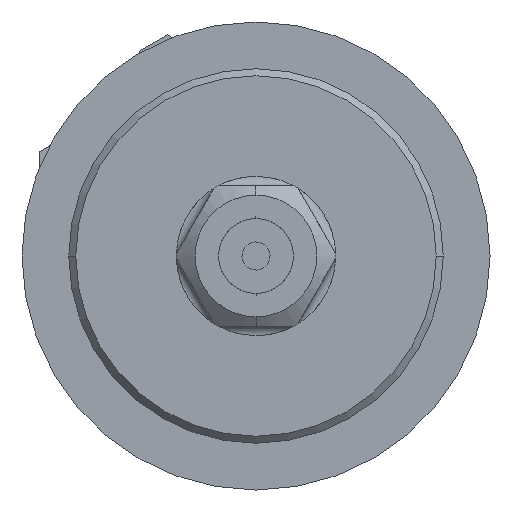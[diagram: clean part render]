
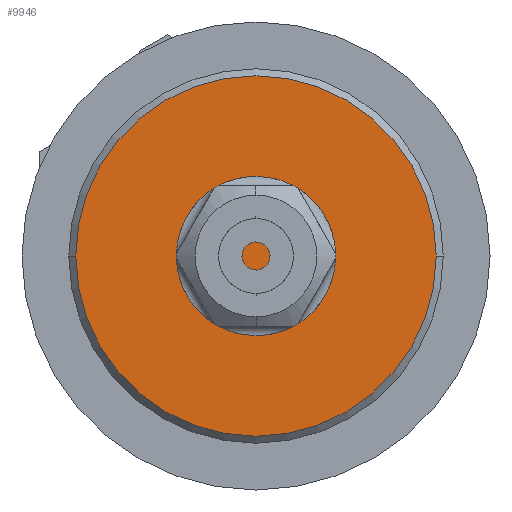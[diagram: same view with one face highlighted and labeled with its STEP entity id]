
A CAD part, front view. The second image highlights one B-rep face of the part: STEP entity #9946.
In plain terms, the highlighted face is planar.
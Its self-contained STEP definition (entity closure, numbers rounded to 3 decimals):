
#9946 = ADVANCED_FACE ( 'N', ( #48592 ), #24857, .T. ) ;
#14949 = DIRECTION ( 'NONE',  ( -1., 0., 0. ) ) ;
#15441 = CARTESIAN_POINT ( 'NONE',  ( 38.5, 0., 10.5 ) ) ;
#23121 = ORIENTED_EDGE ( 'NONE', *, *, #78618, .F. ) ;
#24175 = DIRECTION ( 'NONE',  ( 0., 0., 1. ) ) ;
#24857 = PLANE ( 'NONE',  #43161 ) ;
#28189 = EDGE_CURVE ( 'NONE', #86359, #62748, #63446, .T. ) ;
#34533 = CARTESIAN_POINT ( 'NONE',  ( 0., 0., 10.5 ) ) ;
#37784 = CARTESIAN_POINT ( 'NONE',  ( 0., 0., 10.5 ) ) ;
#43161 = AXIS2_PLACEMENT_3D ( 'NONE', #95323, #24175, #55338 ) ;
#46735 = DIRECTION ( 'NONE',  ( 0., 0., -1. ) ) ;
#48592 = FACE_OUTER_BOUND ( 'NONE', #66982, .T. ) ;
#51895 = AXIS2_PLACEMENT_3D ( 'NONE', #34533, #97326, #97651 ) ;
#55338 = DIRECTION ( 'NONE',  ( 1., 0., 0. ) ) ;
#56275 = CIRCLE ( 'NONE', #101198, 38.5 ) ;
#62748 = VERTEX_POINT ( 'NONE', #15441 ) ;
#63446 = CIRCLE ( 'NONE', #51895, 38.5 ) ;
#66982 = EDGE_LOOP ( 'NONE', ( #73410, #23121 ) ) ;
#73410 = ORIENTED_EDGE ( 'NONE', *, *, #28189, .F. ) ;
#78618 = EDGE_CURVE ( 'NONE', #62748, #86359, #56275, .T. ) ;
#85217 = CARTESIAN_POINT ( 'NONE',  ( -38.5, 0., 10.5 ) ) ;
#86359 = VERTEX_POINT ( 'NONE', #85217 ) ;
#95323 = CARTESIAN_POINT ( 'NONE',  ( 0., 0., 10.5 ) ) ;
#97326 = DIRECTION ( 'NONE',  ( 0., 0., -1. ) ) ;
#97651 = DIRECTION ( 'NONE',  ( -1., 0., 0. ) ) ;
#101198 = AXIS2_PLACEMENT_3D ( 'NONE', #37784, #46735, #14949 ) ;
